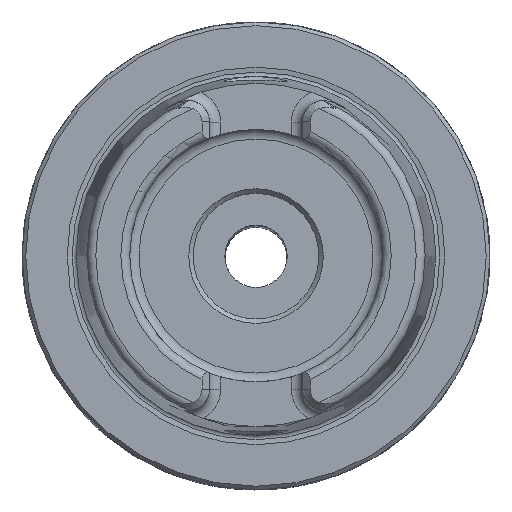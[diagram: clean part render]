
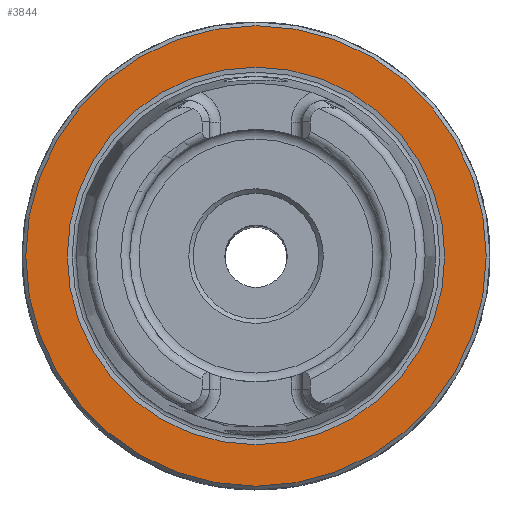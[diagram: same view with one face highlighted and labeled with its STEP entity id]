
A CAD part, top view. The second image highlights one B-rep face of the part: STEP entity #3844.
In plain terms, the highlighted planar face has unit normal (0, 0, 1).
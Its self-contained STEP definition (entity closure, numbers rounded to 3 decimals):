
#594=ORIENTED_EDGE('',*,*,#1236,.F.);
#595=ORIENTED_EDGE('',*,*,#1235,.T.);
#1235=EDGE_CURVE('',#1562,#1562,#1756,.T.);
#1236=EDGE_CURVE('',#1563,#1563,#1757,.T.);
#1562=VERTEX_POINT('',#5825);
#1563=VERTEX_POINT('',#5828);
#1756=CIRCLE('',#4108,31.);
#1757=CIRCLE('',#4110,25.418);
#1942=EDGE_LOOP('',(#594));
#1943=EDGE_LOOP('',(#595));
#2233=FACE_BOUND('',#1942,.T.);
#2234=FACE_BOUND('',#1943,.T.);
#2446=PLANE('',#4109);
#3844=ADVANCED_FACE('',(#2233,#2234),#2446,.T.);
#4108=AXIS2_PLACEMENT_3D('',#5824,#4606,#4607);
#4109=AXIS2_PLACEMENT_3D('',#5826,#4608,#4609);
#4110=AXIS2_PLACEMENT_3D('',#5827,#4610,#4611);
#4606=DIRECTION('',(0.,0.,1.));
#4607=DIRECTION('',(1.,0.,0.));
#4608=DIRECTION('',(0.,0.,1.));
#4609=DIRECTION('',(1.,0.,0.));
#4610=DIRECTION('',(0.,0.,1.));
#4611=DIRECTION('',(1.,0.,0.));
#5824=CARTESIAN_POINT('',(0.,0.,0.));
#5825=CARTESIAN_POINT('',(31.,0.,0.));
#5826=CARTESIAN_POINT('',(31.,0.,0.));
#5827=CARTESIAN_POINT('',(0.,0.,0.));
#5828=CARTESIAN_POINT('',(25.418,0.,0.));
